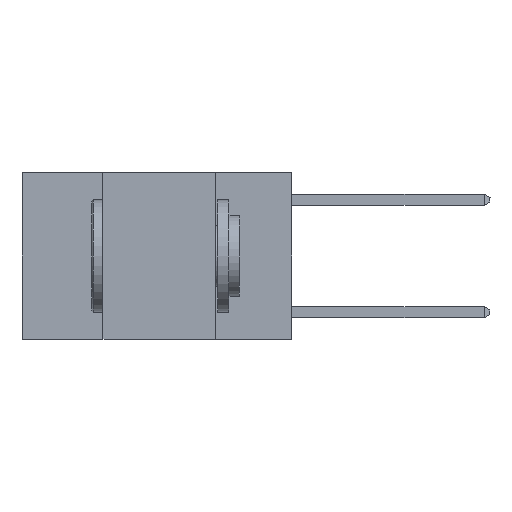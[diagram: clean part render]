
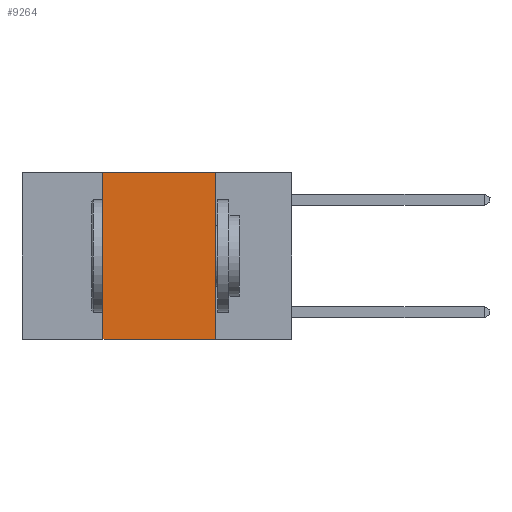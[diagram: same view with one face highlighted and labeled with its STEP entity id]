
A CAD part, left-side view. The second image highlights one B-rep face of the part: STEP entity #9264.
In plain terms, the highlighted planar face has unit normal (-1, 0, 0).
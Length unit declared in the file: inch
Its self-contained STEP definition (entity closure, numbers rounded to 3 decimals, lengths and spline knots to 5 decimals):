
#41 = DIRECTION ( 'NONE',  ( 0., 0., -1. ) ) ;
#104 = VERTEX_POINT ( 'NONE', #11310 ) ;
#420 = VERTEX_POINT ( 'NONE', #4475 ) ;
#688 = EDGE_LOOP ( 'NONE', ( #7343, #8180, #12658, #6473 ) ) ;
#1123 = PLANE ( 'NONE',  #6143 ) ;
#2734 = CARTESIAN_POINT ( 'NONE',  ( 0., 0.6, 0. ) ) ;
#2838 = CARTESIAN_POINT ( 'NONE',  ( 0., 0.42, 0. ) ) ;
#3058 = DIRECTION ( 'NONE',  ( 0., 0., 1. ) ) ;
#3985 = LINE ( 'NONE', #2838, #12712 ) ;
#4244 = CARTESIAN_POINT ( 'NONE',  ( 0., 0.6, -0.37 ) ) ;
#4475 = CARTESIAN_POINT ( 'NONE',  ( 0., 0.42, 0. ) ) ;
#4980 = CARTESIAN_POINT ( 'NONE',  ( 0., 0.17, -0.37 ) ) ;
#5367 = EDGE_CURVE ( 'NONE', #104, #7221, #8223, .T. ) ;
#5478 = DIRECTION ( 'NONE',  ( 1., 0., 0. ) ) ;
#5507 = EDGE_CURVE ( 'NONE', #6666, #420, #3985, .T. ) ;
#6143 = AXIS2_PLACEMENT_3D ( 'NONE', #9702, #5478, #41 ) ;
#6325 = DIRECTION ( 'NONE',  ( 0., -1., 0. ) ) ;
#6473 = ORIENTED_EDGE ( 'NONE', *, *, #12660, .T. ) ;
#6666 = VERTEX_POINT ( 'NONE', #8091 ) ;
#7120 = DIRECTION ( 'NONE',  ( 0., -1., 0. ) ) ;
#7221 = VERTEX_POINT ( 'NONE', #4980 ) ;
#7343 = ORIENTED_EDGE ( 'NONE', *, *, #5367, .F. ) ;
#7950 = VECTOR ( 'NONE', #7120, 39.37008 ) ;
#8091 = CARTESIAN_POINT ( 'NONE',  ( 0., 0.42, -0.37 ) ) ;
#8121 = LINE ( 'NONE', #2734, #7950 ) ;
#8180 = ORIENTED_EDGE ( 'NONE', *, *, #9980, .F. ) ;
#8223 = LINE ( 'NONE', #12388, #8335 ) ;
#8335 = VECTOR ( 'NONE', #12539, 39.37008 ) ;
#9264 = ADVANCED_FACE ( 'NONE', ( #10728 ), #1123, .F. ) ;
#9702 = CARTESIAN_POINT ( 'NONE',  ( 0., 0.6, 0. ) ) ;
#9980 = EDGE_CURVE ( 'NONE', #420, #104, #8121, .T. ) ;
#10728 = FACE_OUTER_BOUND ( 'NONE', #688, .T. ) ;
#11310 = CARTESIAN_POINT ( 'NONE',  ( 0., 0.17, 0. ) ) ;
#12237 = VECTOR ( 'NONE', #6325, 39.37008 ) ;
#12388 = CARTESIAN_POINT ( 'NONE',  ( 0., 0.17, 0. ) ) ;
#12539 = DIRECTION ( 'NONE',  ( 0., 0., -1. ) ) ;
#12658 = ORIENTED_EDGE ( 'NONE', *, *, #5507, .F. ) ;
#12660 = EDGE_CURVE ( 'NONE', #6666, #7221, #13119, .T. ) ;
#12712 = VECTOR ( 'NONE', #3058, 39.37008 ) ;
#13119 = LINE ( 'NONE', #4244, #12237 ) ;
